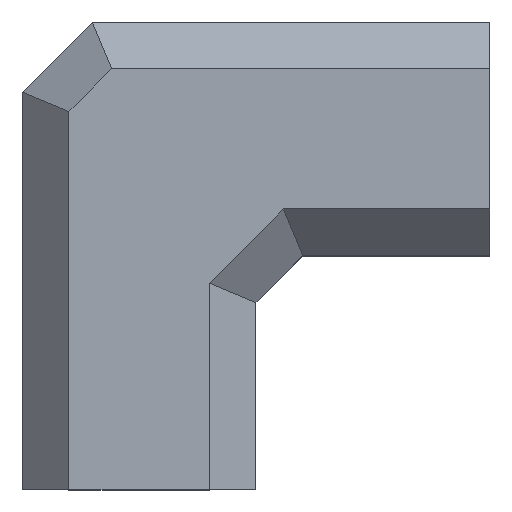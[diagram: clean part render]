
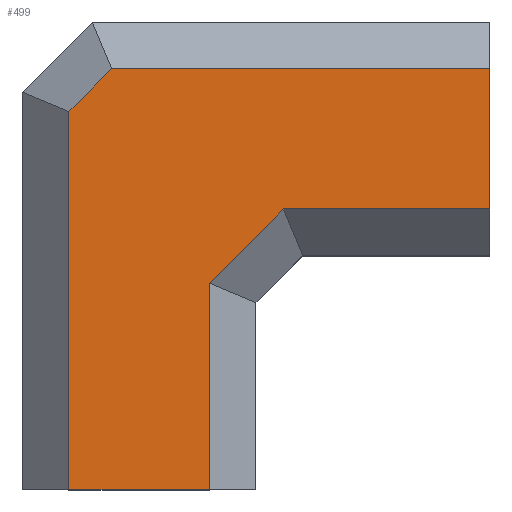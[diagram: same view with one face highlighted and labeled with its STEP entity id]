
A CAD part, top view. The second image highlights one B-rep face of the part: STEP entity #499.
In plain terms, the highlighted planar face has unit normal (0, 0, 1).
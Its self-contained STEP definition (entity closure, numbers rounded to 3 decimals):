
#12 = VECTOR ( 'NONE', #1079, 1000. ) ;
#14 = LINE ( 'NONE', #1252, #959 ) ;
#35 = DIRECTION ( 'NONE',  ( -0.707, -0.707, 0. ) ) ;
#57 = EDGE_CURVE ( 'NONE', #1264, #240, #136, .T. ) ;
#66 = VERTEX_POINT ( 'NONE', #728 ) ;
#89 = DIRECTION ( 'NONE',  ( 0., 1., 0. ) ) ;
#99 = CARTESIAN_POINT ( 'NONE',  ( 0., 0., 10. ) ) ;
#108 = PLANE ( 'NONE',  #1293 ) ;
#136 = LINE ( 'NONE', #1111, #1142 ) ;
#140 = ORIENTED_EDGE ( 'NONE', *, *, #789, .T. ) ;
#200 = ORIENTED_EDGE ( 'NONE', *, *, #517, .T. ) ;
#218 = CARTESIAN_POINT ( 'NONE',  ( -8.345, 28., 10. ) ) ;
#227 = EDGE_CURVE ( 'NONE', #392, #405, #804, .T. ) ;
#240 = VERTEX_POINT ( 'NONE', #850 ) ;
#275 = ORIENTED_EDGE ( 'NONE', *, *, #1151, .T. ) ;
#337 = EDGE_LOOP ( 'NONE', ( #694, #140, #638, #200, #697, #531, #275, #683 ) ) ;
#342 = VERTEX_POINT ( 'NONE', #486 ) ;
#345 = CARTESIAN_POINT ( 'NONE',  ( 0., 22., 10. ) ) ;
#367 = VERTEX_POINT ( 'NONE', #867 ) ;
#392 = VERTEX_POINT ( 'NONE', #218 ) ;
#405 = VERTEX_POINT ( 'NONE', #902 ) ;
#413 = DIRECTION ( 'NONE',  ( 0., 0., -1. ) ) ;
#427 = EDGE_CURVE ( 'Ar�te6', #240, #66, #1220, .T. ) ;
#429 = LINE ( 'NONE', #539, #625 ) ;
#442 = DIRECTION ( 'NONE',  ( 1., 0., 0. ) ) ;
#486 = CARTESIAN_POINT ( 'NONE',  ( 7.827, 28., 10. ) ) ;
#489 = CARTESIAN_POINT ( 'NONE',  ( 7.827, 30., 10. ) ) ;
#499 = ADVANCED_FACE ( 'Face7', ( #961 ), #108, .F. ) ;
#501 = DIRECTION ( 'NONE',  ( -1., 0., 0. ) ) ;
#517 = EDGE_CURVE ( 'Ar�te5', #405, #1264, #429, .T. ) ;
#531 = ORIENTED_EDGE ( 'NONE', *, *, #427, .T. ) ;
#539 = CARTESIAN_POINT ( 'NONE',  ( -10.173, 0., 10. ) ) ;
#571 = VECTOR ( 'NONE', #89, 1000. ) ;
#625 = VECTOR ( 'NONE', #910, 1000. ) ;
#635 = VERTEX_POINT ( 'NONE', #1265 ) ;
#638 = ORIENTED_EDGE ( 'NONE', *, *, #227, .T. ) ;
#657 = EDGE_CURVE ( 'NONE', #635, #342, #901, .T. ) ;
#683 = ORIENTED_EDGE ( 'NONE', *, *, #1245, .T. ) ;
#684 = VECTOR ( 'NONE', #1190, 1000. ) ;
#694 = ORIENTED_EDGE ( 'NONE', *, *, #657, .T. ) ;
#697 = ORIENTED_EDGE ( 'NONE', *, *, #57, .T. ) ;
#711 = CARTESIAN_POINT ( 'NONE',  ( -4.173, 0., 10. ) ) ;
#728 = CARTESIAN_POINT ( 'NONE',  ( -4.173, 18.828, 10. ) ) ;
#735 = LINE ( 'NONE', #345, #1216 ) ;
#759 = CARTESIAN_POINT ( 'NONE',  ( -10.759, 25.586, 10. ) ) ;
#789 = EDGE_CURVE ( 'NONE', #342, #392, #14, .T. ) ;
#793 = VECTOR ( 'NONE', #35, 1000. ) ;
#804 = LINE ( 'NONE', #759, #793 ) ;
#838 = CARTESIAN_POINT ( 'NONE',  ( -10.173, 10., 10. ) ) ;
#850 = CARTESIAN_POINT ( 'NONE',  ( -4.173, 10., 10. ) ) ;
#867 = CARTESIAN_POINT ( 'NONE',  ( -1.001, 22., 10. ) ) ;
#897 = CARTESIAN_POINT ( 'NONE',  ( -11.501, 11.501, 10. ) ) ;
#901 = LINE ( 'NONE', #489, #571 ) ;
#902 = CARTESIAN_POINT ( 'NONE',  ( -10.173, 26.172, 10. ) ) ;
#910 = DIRECTION ( 'NONE',  ( 0., -1., 0. ) ) ;
#959 = VECTOR ( 'NONE', #1275, 1000. ) ;
#961 = FACE_OUTER_BOUND ( 'NONE', #337, .T. ) ;
#1079 = DIRECTION ( 'NONE',  ( 0.707, 0.707, 0. ) ) ;
#1103 = LINE ( 'NONE', #897, #12 ) ;
#1104 = DIRECTION ( 'NONE',  ( 1., 0., 0. ) ) ;
#1111 = CARTESIAN_POINT ( 'NONE',  ( -2.173, 10., 10. ) ) ;
#1142 = VECTOR ( 'NONE', #1104, 1000. ) ;
#1151 = EDGE_CURVE ( 'NONE', #66, #367, #1103, .T. ) ;
#1190 = DIRECTION ( 'NONE',  ( 0., 1., 0. ) ) ;
#1216 = VECTOR ( 'NONE', #442, 1000. ) ;
#1220 = LINE ( 'NONE', #711, #684 ) ;
#1245 = EDGE_CURVE ( 'NONE', #367, #635, #735, .T. ) ;
#1252 = CARTESIAN_POINT ( 'NONE',  ( 0., 28., 10. ) ) ;
#1264 = VERTEX_POINT ( 'NONE', #838 ) ;
#1265 = CARTESIAN_POINT ( 'NONE',  ( 7.827, 22., 10. ) ) ;
#1275 = DIRECTION ( 'NONE',  ( -1., 0., 0. ) ) ;
#1293 = AXIS2_PLACEMENT_3D ( 'NONE', #99, #413, #501 ) ;
